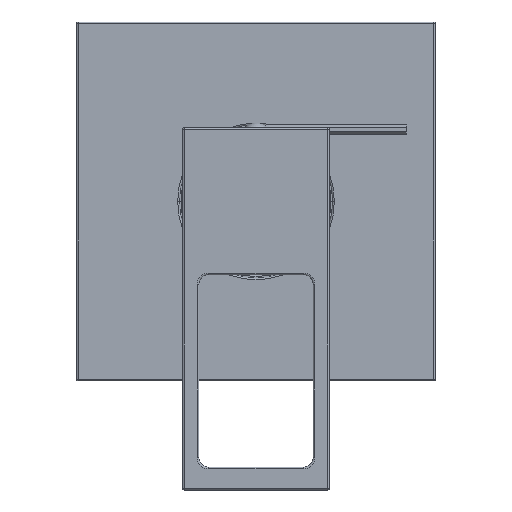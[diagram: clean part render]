
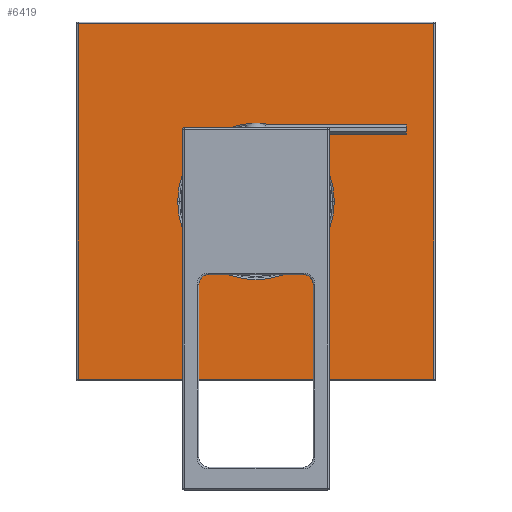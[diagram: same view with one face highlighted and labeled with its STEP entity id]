
A CAD part, top view. The second image highlights one B-rep face of the part: STEP entity #6419.
In plain terms, the highlighted face is planar.
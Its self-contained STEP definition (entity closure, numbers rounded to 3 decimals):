
#5630=DIRECTION('',(0.,0.,-1.));
#5631=VECTOR('',#5630,109.);
#5632=CARTESIAN_POINT('',(54.5,8.,54.5));
#5633=LINE('',#5632,#5631);
#5637=DIRECTION('',(1.,0.,0.));
#5638=VECTOR('',#5637,109.);
#5639=CARTESIAN_POINT('',(-54.5,8.,54.5));
#5640=LINE('',#5639,#5638);
#5644=DIRECTION('',(0.,0.,1.));
#5645=VECTOR('',#5644,109.);
#5646=CARTESIAN_POINT('',(-54.5,8.,-54.5));
#5647=LINE('',#5646,#5645);
#5651=DIRECTION('',(-1.,0.,0.));
#5652=VECTOR('',#5651,109.);
#5653=CARTESIAN_POINT('',(54.5,8.,-54.5));
#5654=LINE('',#5653,#5652);
#5658=CARTESIAN_POINT('',(0.,8.,0.));
#5659=DIRECTION('',(0.,-1.,0.));
#5660=DIRECTION('',(-1.,0.,0.));
#5661=AXIS2_PLACEMENT_3D('',#5658,#5659,#5660);
#5666=CARTESIAN_POINT('',(0.,8.,0.));
#5667=DIRECTION('',(0.,-1.,0.));
#5668=DIRECTION('',(1.,0.,0.));
#5669=AXIS2_PLACEMENT_3D('',#5666,#5667,#5668);
#6238=CARTESIAN_POINT('',(54.5,8.,54.5));
#6239=CARTESIAN_POINT('',(54.5,8.,-54.5));
#6240=VERTEX_POINT('',#6238);
#6241=VERTEX_POINT('',#6239);
#6246=CARTESIAN_POINT('',(-54.5,8.,-54.5));
#6247=VERTEX_POINT('',#6246);
#6252=CARTESIAN_POINT('',(-54.5,8.,54.5));
#6253=VERTEX_POINT('',#6252);
#6310=CARTESIAN_POINT('',(-24.,8.,0.));
#6311=CARTESIAN_POINT('',(24.,8.,0.));
#6312=VERTEX_POINT('',#6310);
#6313=VERTEX_POINT('',#6311);
#6399=CARTESIAN_POINT('',(0.,8.,0.));
#6400=DIRECTION('',(0.,1.,0.));
#6401=DIRECTION('',(1.,0.,0.));
#6402=AXIS2_PLACEMENT_3D('',#6399,#6400,#6401);
#6403=PLANE('',#6402);
#6405=ORIENTED_EDGE('',*,*,#6404,.F.);
#6406=ORIENTED_EDGE('',*,*,#6389,.F.);
#6408=ORIENTED_EDGE('',*,*,#6407,.F.);
#6410=ORIENTED_EDGE('',*,*,#6409,.F.);
#6411=EDGE_LOOP('',(#6405,#6406,#6408,#6410));
#6412=FACE_OUTER_BOUND('',#6411,.F.);
#6414=ORIENTED_EDGE('',*,*,#6413,.F.);
#6416=ORIENTED_EDGE('',*,*,#6415,.F.);
#6417=EDGE_LOOP('',(#6414,#6416));
#6418=FACE_BOUND('',#6417,.F.);
#6419=ADVANCED_FACE('',(#6412,#6418),#6403,.T.);
#5662=CIRCLE('',#5661,24.);
#5670=CIRCLE('',#5669,24.);
#6389=EDGE_CURVE('',#6253,#6240,#5640,.T.);
#6404=EDGE_CURVE('',#6240,#6241,#5633,.T.);
#6407=EDGE_CURVE('',#6247,#6253,#5647,.T.);
#6409=EDGE_CURVE('',#6241,#6247,#5654,.T.);
#6413=EDGE_CURVE('',#6312,#6313,#5662,.T.);
#6415=EDGE_CURVE('',#6313,#6312,#5670,.T.);
